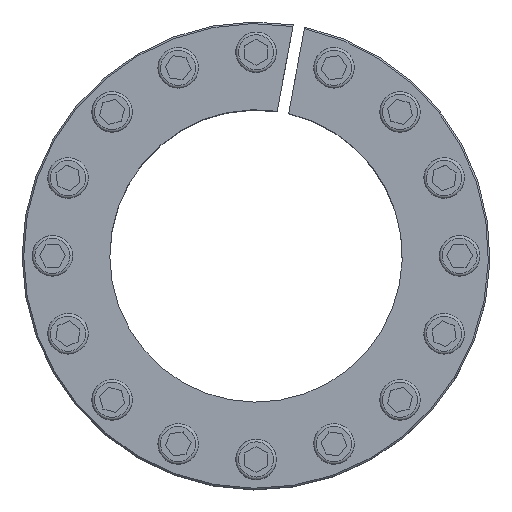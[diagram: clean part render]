
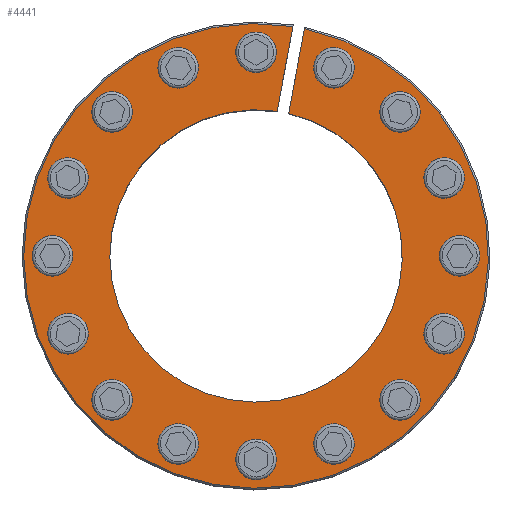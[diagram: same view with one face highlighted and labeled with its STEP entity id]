
A CAD part, top view. The second image highlights one B-rep face of the part: STEP entity #4441.
In plain terms, the highlighted planar face has unit normal (0, 0, 1).
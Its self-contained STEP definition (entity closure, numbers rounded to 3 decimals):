
#344=LINE('',#7836,#672);
#349=LINE('',#7847,#677);
#672=VECTOR('',#6004,1.);
#677=VECTOR('',#6011,1.);
#846=PLANE('',#4897);
#986=FACE_BOUND('',#1646,.T.);
#987=FACE_BOUND('',#1647,.T.);
#988=FACE_BOUND('',#1648,.T.);
#989=FACE_BOUND('',#1649,.T.);
#990=FACE_BOUND('',#1650,.T.);
#991=FACE_BOUND('',#1651,.T.);
#992=FACE_BOUND('',#1652,.T.);
#993=FACE_BOUND('',#1653,.T.);
#994=FACE_BOUND('',#1654,.T.);
#995=FACE_BOUND('',#1655,.T.);
#996=FACE_BOUND('',#1656,.T.);
#997=FACE_BOUND('',#1657,.T.);
#998=FACE_BOUND('',#1658,.T.);
#999=FACE_BOUND('',#1659,.T.);
#1000=FACE_BOUND('',#1660,.T.);
#1001=FACE_BOUND('',#1661,.T.);
#1282=FACE_OUTER_BOUND('',#1645,.T.);
#1645=EDGE_LOOP('',(#3870,#3871,#3872,#3873));
#1646=EDGE_LOOP('',(#3874));
#1647=EDGE_LOOP('',(#3875));
#1648=EDGE_LOOP('',(#3876));
#1649=EDGE_LOOP('',(#3877));
#1650=EDGE_LOOP('',(#3878));
#1651=EDGE_LOOP('',(#3879));
#1652=EDGE_LOOP('',(#3880));
#1653=EDGE_LOOP('',(#3881));
#1654=EDGE_LOOP('',(#3882));
#1655=EDGE_LOOP('',(#3883));
#1656=EDGE_LOOP('',(#3884));
#1657=EDGE_LOOP('',(#3885));
#1658=EDGE_LOOP('',(#3886));
#1659=EDGE_LOOP('',(#3887));
#1660=EDGE_LOOP('',(#3888));
#1661=EDGE_LOOP('',(#3889));
#1668=CIRCLE('',#4481,9.);
#1675=CIRCLE('',#4501,9.);
#1682=CIRCLE('',#4521,9.);
#1689=CIRCLE('',#4541,9.);
#1696=CIRCLE('',#4561,9.);
#1703=CIRCLE('',#4581,9.);
#1710=CIRCLE('',#4601,9.);
#1717=CIRCLE('',#4621,9.);
#1724=CIRCLE('',#4641,9.);
#1731=CIRCLE('',#4661,9.);
#1738=CIRCLE('',#4681,9.);
#1745=CIRCLE('',#4701,9.);
#1752=CIRCLE('',#4721,9.);
#1759=CIRCLE('',#4741,9.);
#1766=CIRCLE('',#4761,9.);
#1773=CIRCLE('',#4781,9.);
#1843=CIRCLE('',#4894,103.3);
#1844=CIRCLE('',#4896,65.);
#1864=VERTEX_POINT('',#6169);
#1884=VERTEX_POINT('',#6239);
#1904=VERTEX_POINT('',#6309);
#1924=VERTEX_POINT('',#6379);
#1944=VERTEX_POINT('',#6449);
#1964=VERTEX_POINT('',#6519);
#1984=VERTEX_POINT('',#6589);
#2004=VERTEX_POINT('',#6659);
#2024=VERTEX_POINT('',#6729);
#2044=VERTEX_POINT('',#6799);
#2064=VERTEX_POINT('',#6869);
#2084=VERTEX_POINT('',#6939);
#2104=VERTEX_POINT('',#7009);
#2124=VERTEX_POINT('',#7079);
#2144=VERTEX_POINT('',#7149);
#2164=VERTEX_POINT('',#7219);
#2210=VERTEX_POINT('',#7805);
#2223=VERTEX_POINT('',#7834);
#2226=VERTEX_POINT('',#7843);
#2228=VERTEX_POINT('',#7846);
#2268=EDGE_CURVE('',#1864,#1864,#1668,.T.);
#2294=EDGE_CURVE('',#1884,#1884,#1675,.T.);
#2320=EDGE_CURVE('',#1904,#1904,#1682,.T.);
#2346=EDGE_CURVE('',#1924,#1924,#1689,.T.);
#2372=EDGE_CURVE('',#1944,#1944,#1696,.T.);
#2398=EDGE_CURVE('',#1964,#1964,#1703,.T.);
#2424=EDGE_CURVE('',#1984,#1984,#1710,.T.);
#2450=EDGE_CURVE('',#2004,#2004,#1717,.T.);
#2476=EDGE_CURVE('',#2024,#2024,#1724,.T.);
#2502=EDGE_CURVE('',#2044,#2044,#1731,.T.);
#2528=EDGE_CURVE('',#2064,#2064,#1738,.T.);
#2554=EDGE_CURVE('',#2084,#2084,#1745,.T.);
#2580=EDGE_CURVE('',#2104,#2104,#1752,.T.);
#2606=EDGE_CURVE('',#2124,#2124,#1759,.T.);
#2632=EDGE_CURVE('',#2144,#2144,#1766,.T.);
#2658=EDGE_CURVE('',#2164,#2164,#1773,.T.);
#2752=EDGE_CURVE('',#2210,#2223,#344,.T.);
#2757=EDGE_CURVE('',#2228,#2226,#349,.T.);
#2790=EDGE_CURVE('',#2210,#2226,#1843,.T.);
#2791=EDGE_CURVE('',#2223,#2228,#1844,.T.);
#3870=ORIENTED_EDGE('',*,*,#2752,.T.);
#3871=ORIENTED_EDGE('',*,*,#2791,.T.);
#3872=ORIENTED_EDGE('',*,*,#2757,.T.);
#3873=ORIENTED_EDGE('',*,*,#2790,.F.);
#3874=ORIENTED_EDGE('',*,*,#2268,.T.);
#3875=ORIENTED_EDGE('',*,*,#2294,.T.);
#3876=ORIENTED_EDGE('',*,*,#2320,.T.);
#3877=ORIENTED_EDGE('',*,*,#2346,.T.);
#3878=ORIENTED_EDGE('',*,*,#2372,.T.);
#3879=ORIENTED_EDGE('',*,*,#2398,.T.);
#3880=ORIENTED_EDGE('',*,*,#2424,.T.);
#3881=ORIENTED_EDGE('',*,*,#2450,.T.);
#3882=ORIENTED_EDGE('',*,*,#2476,.T.);
#3883=ORIENTED_EDGE('',*,*,#2502,.T.);
#3884=ORIENTED_EDGE('',*,*,#2528,.T.);
#3885=ORIENTED_EDGE('',*,*,#2554,.T.);
#3886=ORIENTED_EDGE('',*,*,#2580,.T.);
#3887=ORIENTED_EDGE('',*,*,#2606,.T.);
#3888=ORIENTED_EDGE('',*,*,#2632,.T.);
#3889=ORIENTED_EDGE('',*,*,#2658,.T.);
#4441=ADVANCED_FACE('',(#1282,#986,#987,#988,#989,#990,#991,#992,#993,#994,
#995,#996,#997,#998,#999,#1000,#1001),#846,.T.);
#4481=AXIS2_PLACEMENT_3D('',#6170,#4956,#4957);
#4501=AXIS2_PLACEMENT_3D('',#6240,#5014,#5015);
#4521=AXIS2_PLACEMENT_3D('',#6310,#5072,#5073);
#4541=AXIS2_PLACEMENT_3D('',#6380,#5130,#5131);
#4561=AXIS2_PLACEMENT_3D('',#6450,#5188,#5189);
#4581=AXIS2_PLACEMENT_3D('',#6520,#5246,#5247);
#4601=AXIS2_PLACEMENT_3D('',#6590,#5304,#5305);
#4621=AXIS2_PLACEMENT_3D('',#6660,#5362,#5363);
#4641=AXIS2_PLACEMENT_3D('',#6730,#5420,#5421);
#4661=AXIS2_PLACEMENT_3D('',#6800,#5478,#5479);
#4681=AXIS2_PLACEMENT_3D('',#6870,#5536,#5537);
#4701=AXIS2_PLACEMENT_3D('',#6940,#5594,#5595);
#4721=AXIS2_PLACEMENT_3D('',#7010,#5652,#5653);
#4741=AXIS2_PLACEMENT_3D('',#7080,#5710,#5711);
#4761=AXIS2_PLACEMENT_3D('',#7150,#5768,#5769);
#4781=AXIS2_PLACEMENT_3D('',#7220,#5826,#5827);
#4894=AXIS2_PLACEMENT_3D('',#7913,#6092,#6093);
#4896=AXIS2_PLACEMENT_3D('',#7915,#6096,#6097);
#4897=AXIS2_PLACEMENT_3D('',#7916,#6098,#6099);
#4956=DIRECTION('center_axis',(0.,0.,
-1.));
#4957=DIRECTION('ref_axis',(-0.383,0.924,0.));
#5014=DIRECTION('center_axis',(0.,0.,
-1.));
#5015=DIRECTION('ref_axis',(-0.707,0.707,0.));
#5072=DIRECTION('center_axis',(0.,0.,
-1.));
#5073=DIRECTION('ref_axis',(-0.924,0.383,0.));
#5130=DIRECTION('center_axis',(0.,0.,
-1.));
#5131=DIRECTION('ref_axis',(-1.,0.,0.));
#5188=DIRECTION('center_axis',(0.,0.,
-1.));
#5189=DIRECTION('ref_axis',(-0.924,-0.383,0.));
#5246=DIRECTION('center_axis',(0.,0.,
-1.));
#5247=DIRECTION('ref_axis',(-0.707,-0.707,0.));
#5304=DIRECTION('center_axis',(0.,0.,
-1.));
#5305=DIRECTION('ref_axis',(-0.383,-0.924,0.));
#5362=DIRECTION('center_axis',(0.,0.,
-1.));
#5363=DIRECTION('ref_axis',(0.,-1.,0.));
#5420=DIRECTION('center_axis',(0.,0.,
-1.));
#5421=DIRECTION('ref_axis',(0.383,-0.924,0.));
#5478=DIRECTION('center_axis',(0.,0.,
-1.));
#5479=DIRECTION('ref_axis',(0.707,-0.707,0.));
#5536=DIRECTION('center_axis',(0.,0.,
-1.));
#5537=DIRECTION('ref_axis',(0.924,-0.383,0.));
#5594=DIRECTION('center_axis',(0.,0.,
-1.));
#5595=DIRECTION('ref_axis',(1.,0.,0.));
#5652=DIRECTION('center_axis',(0.,0.,
-1.));
#5653=DIRECTION('ref_axis',(0.924,0.383,0.));
#5710=DIRECTION('center_axis',(0.,0.,
-1.));
#5711=DIRECTION('ref_axis',(0.707,0.707,0.));
#5768=DIRECTION('center_axis',(0.,0.,
-1.));
#5769=DIRECTION('ref_axis',(0.383,0.924,0.));
#5826=DIRECTION('center_axis',(0.,0.,
-1.));
#5827=DIRECTION('ref_axis',(0.,1.,0.));
#6004=DIRECTION('',(-0.184,-0.983,0.));
#6011=DIRECTION('',(0.184,0.983,0.));
#6092=DIRECTION('center_axis',(0.,0.,-1.));
#6093=DIRECTION('ref_axis',(0.,1.,0.));
#6096=DIRECTION('center_axis',(0.,0.,-1.));
#6097=DIRECTION('ref_axis',(0.,1.,0.));
#6098=DIRECTION('center_axis',(0.,0.,
1.));
#6099=DIRECTION('ref_axis',(0.,-1.,0.));
#6169=CARTESIAN_POINT('',(-38.077,91.926,0.));
#6170=CARTESIAN_POINT('Origin',(-34.633,83.611,0.));
#6239=CARTESIAN_POINT('',(-70.357,70.357,0.));
#6240=CARTESIAN_POINT('Origin',(-63.993,63.993,0.));
#6309=CARTESIAN_POINT('',(-91.926,38.077,0.));
#6310=CARTESIAN_POINT('Origin',(-83.611,34.633,0.));
#6379=CARTESIAN_POINT('',(-99.5,0.,0.));
#6380=CARTESIAN_POINT('Origin',(-90.5,0.,0.));
#6449=CARTESIAN_POINT('',(-91.926,-38.077,0.));
#6450=CARTESIAN_POINT('Origin',(-83.611,-34.633,0.));
#6519=CARTESIAN_POINT('',(-70.357,-70.357,0.));
#6520=CARTESIAN_POINT('Origin',(-63.993,-63.993,0.));
#6589=CARTESIAN_POINT('',(-38.077,-91.926,0.));
#6590=CARTESIAN_POINT('Origin',(-34.633,-83.611,0.));
#6659=CARTESIAN_POINT('',(0.,-99.5,0.));
#6660=CARTESIAN_POINT('Origin',(0.,-90.5,0.));
#6729=CARTESIAN_POINT('',(38.077,-91.926,0.));
#6730=CARTESIAN_POINT('Origin',(34.633,-83.611,0.));
#6799=CARTESIAN_POINT('',(70.357,-70.357,0.));
#6800=CARTESIAN_POINT('Origin',(63.993,-63.993,0.));
#6869=CARTESIAN_POINT('',(91.926,-38.077,0.));
#6870=CARTESIAN_POINT('Origin',(83.611,-34.633,0.));
#6939=CARTESIAN_POINT('',(99.5,0.,0.));
#6940=CARTESIAN_POINT('Origin',(90.5,0.,0.));
#7009=CARTESIAN_POINT('',(91.926,38.077,0.));
#7010=CARTESIAN_POINT('Origin',(83.611,34.633,0.));
#7079=CARTESIAN_POINT('',(70.357,70.357,0.));
#7080=CARTESIAN_POINT('Origin',(63.993,63.993,0.));
#7149=CARTESIAN_POINT('',(38.077,91.926,0.));
#7150=CARTESIAN_POINT('Origin',(34.633,83.611,0.));
#7219=CARTESIAN_POINT('',(0.,99.5,0.));
#7220=CARTESIAN_POINT('Origin',(0.,90.5,0.));
#7805=CARTESIAN_POINT('',(21.531,101.031,0.));
#7834=CARTESIAN_POINT('',(14.49,63.364,0.));
#7836=CARTESIAN_POINT('',(19.71,91.291,0.));
#7843=CARTESIAN_POINT('',(16.42,101.987,0.));
#7846=CARTESIAN_POINT('',(9.378,64.32,0.));
#7847=CARTESIAN_POINT('',(14.599,92.247,0.));
#7913=CARTESIAN_POINT('Origin',(0.,0.,0.));
#7915=CARTESIAN_POINT('Origin',(0.,0.,0.));
#7916=CARTESIAN_POINT('Origin',(0.,84.15,0.));
